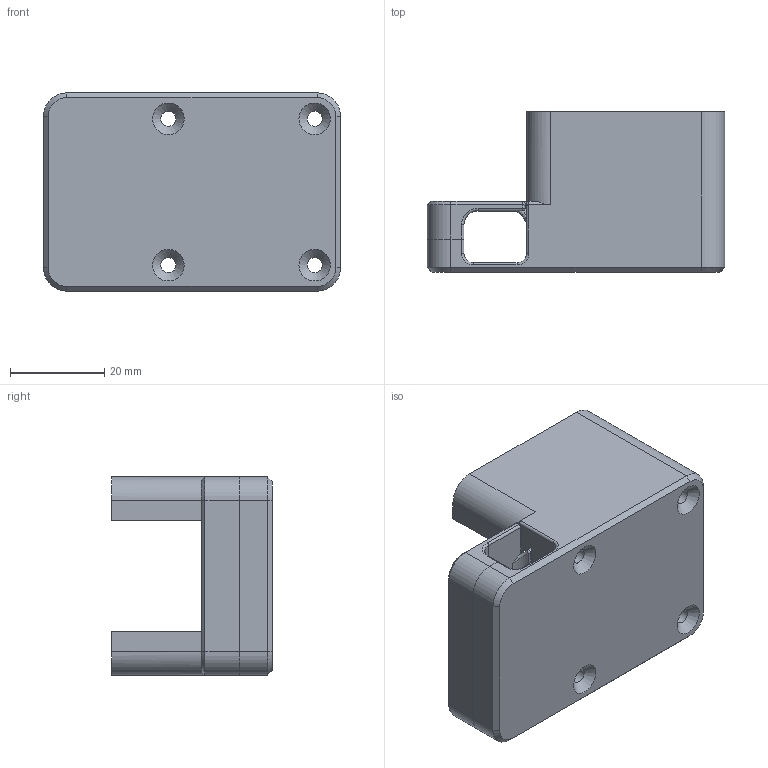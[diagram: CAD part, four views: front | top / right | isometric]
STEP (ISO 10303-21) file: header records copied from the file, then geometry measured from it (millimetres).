
FILE_DESCRIPTION(/* description */ (''),/* implementation_level */ '2;1');
FILE_NAME(/* name */ 'X stop cap2_4 v1.step',/* time_stamp */ '2020-04-22T11:50:58+01:00',/* author */ (''),/* organization */ (''),/* preprocessor_version */ 'ST-DEVELOPER v18.1',/* originating_system */ 'Autodesk Translation Framework v9.2.0.1227',/* authorisation */ '');
FILE_SCHEMA (('AUTOMOTIVE_DESIGN { 1 0 10303 214 3 1 1 }'));
Length unit declared in the file: millimetre
Products named in the file (1): X stop cap2_4
Bounding box: 63 x 34 x 42 mm (x, y, z)
Volume: 22641.6 mm3; surface area: 18090.1 mm2
Topology: 2 solids, 3 shells, 263 faces, 685 edges, 429 vertices
Faces by surface type: plane 120, cylinder 102, torus 14, cone 10, sphere 9, bspline 8
Full cylindrical faces by diameter (mm): 2.6 x3, 2.7 x2, 3.2 x4, 3.5 x2
Entity records: 8294 total; most frequent: CARTESIAN_POINT 1660, DIRECTION 1421, ORIENTED_EDGE 1370, EDGE_CURVE 685, AXIS2_PLACEMENT_3D 499, VERTEX_POINT 429, LINE 423, VECTOR 423
